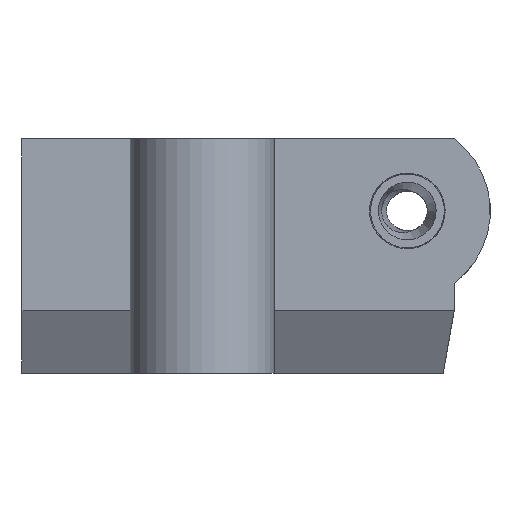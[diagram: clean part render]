
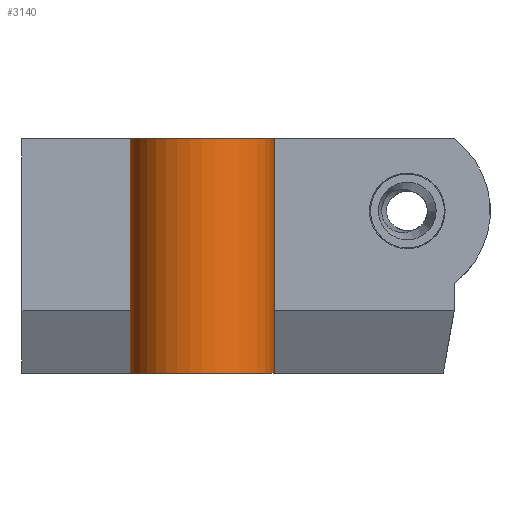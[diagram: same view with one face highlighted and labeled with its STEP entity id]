
A CAD part, left-side view. The second image highlights one B-rep face of the part: STEP entity #3140.
In plain terms, the highlighted cylindrical face has radius 4 mm (diameter 8 mm), a partial arc.
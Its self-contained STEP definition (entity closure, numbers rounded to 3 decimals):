
#92=CYLINDRICAL_SURFACE('',#3436,4.);
#185=CIRCLE('',#3227,4.);
#209=CIRCLE('',#3266,4.);
#461=FACE_OUTER_BOUND('',#648,.T.);
#648=EDGE_LOOP('',(#2878,#2879,#2880,#2881));
#919=LINE('',#5827,#1193);
#922=LINE('',#5836,#1196);
#1193=VECTOR('',#4247,10.);
#1196=VECTOR('',#4262,10.);
#1304=VERTEX_POINT('',#4741);
#1305=VERTEX_POINT('',#4743);
#1369=VERTEX_POINT('',#5127);
#1370=VERTEX_POINT('',#5129);
#1640=EDGE_CURVE('',#1304,#1305,#185,.T.);
#1720=EDGE_CURVE('',#1369,#1370,#209,.T.);
#1956=EDGE_CURVE('',#1370,#1304,#919,.T.);
#1959=EDGE_CURVE('',#1369,#1305,#922,.T.);
#2878=ORIENTED_EDGE('',*,*,#1720,.F.);
#2879=ORIENTED_EDGE('',*,*,#1959,.T.);
#2880=ORIENTED_EDGE('',*,*,#1640,.F.);
#2881=ORIENTED_EDGE('',*,*,#1956,.F.);
#3140=ADVANCED_FACE('',(#461),#92,.T.);
#3227=AXIS2_PLACEMENT_3D('',#4744,#3636,#3637);
#3266=AXIS2_PLACEMENT_3D('',#5130,#3758,#3759);
#3436=AXIS2_PLACEMENT_3D('',#5837,#4263,#4264);
#3636=DIRECTION('center_axis',(0.,0.,-1.));
#3637=DIRECTION('ref_axis',(0.,1.,0.));
#3758=DIRECTION('center_axis',(0.,0.,1.));
#3759=DIRECTION('ref_axis',(0.,1.,0.));
#4247=DIRECTION('',(0.,0.,-1.));
#4262=DIRECTION('',(0.,0.,-1.));
#4263=DIRECTION('center_axis',(0.,0.,-1.));
#4264=DIRECTION('ref_axis',(0.,1.,0.));
#4741=CARTESIAN_POINT('',(-35.,-13.,-9.));
#4743=CARTESIAN_POINT('',(-35.,-5.,-9.));
#4744=CARTESIAN_POINT('Origin',(-35.,-9.,-9.));
#5127=CARTESIAN_POINT('',(-35.,-5.,4.));
#5129=CARTESIAN_POINT('',(-35.,-13.,4.));
#5130=CARTESIAN_POINT('Origin',(-35.,-9.,4.));
#5827=CARTESIAN_POINT('',(-35.,-13.,4.));
#5836=CARTESIAN_POINT('',(-35.,-5.,4.));
#5837=CARTESIAN_POINT('Origin',(-35.,-9.,4.));
